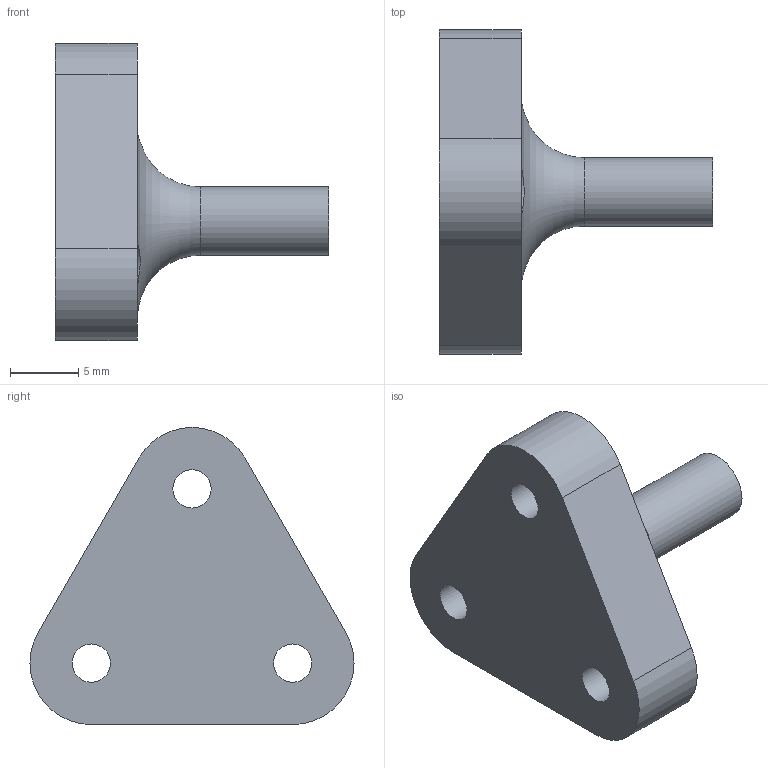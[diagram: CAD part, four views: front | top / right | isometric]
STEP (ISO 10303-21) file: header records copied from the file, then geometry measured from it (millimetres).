
FILE_DESCRIPTION(/* description */ (''),/* implementation_level */ '2;1');
FILE_NAME(/* name */ 'shaft_adapter.step',/* time_stamp */ '2023-03-24T15:34:04-04:00',/* author */ (''),/* organization */ (''),/* preprocessor_version */ 'ST-DEVELOPER v19.2',/* originating_system */ 'Autodesk Translation Framework v11.17.0.187',/* authorisation */ '');
FILE_SCHEMA (('AUTOMOTIVE_DESIGN { 1 0 10303 214 3 1 1 }'));
Length unit declared in the file: millimetre
Products named in the file (1): shaft_adapter
Bounding box: 20 x 23.72 x 21.75 mm (x, y, z)
Volume: 2297 mm3; surface area: 1519.1 mm2
Topology: 1 solids, 1 shells, 20 faces, 51 edges, 34 vertices
Faces by surface type: cylinder 10, plane 9, torus 1
Full cylindrical faces by diameter (mm): 2.8 x3, 5 x1, 5.5 x3
Entity records: 702 total; most frequent: CARTESIAN_POINT 152, DIRECTION 117, ORIENTED_EDGE 102, EDGE_CURVE 51, AXIS2_PLACEMENT_3D 49, VERTEX_POINT 34, CIRCLE 28, EDGE_LOOP 27
